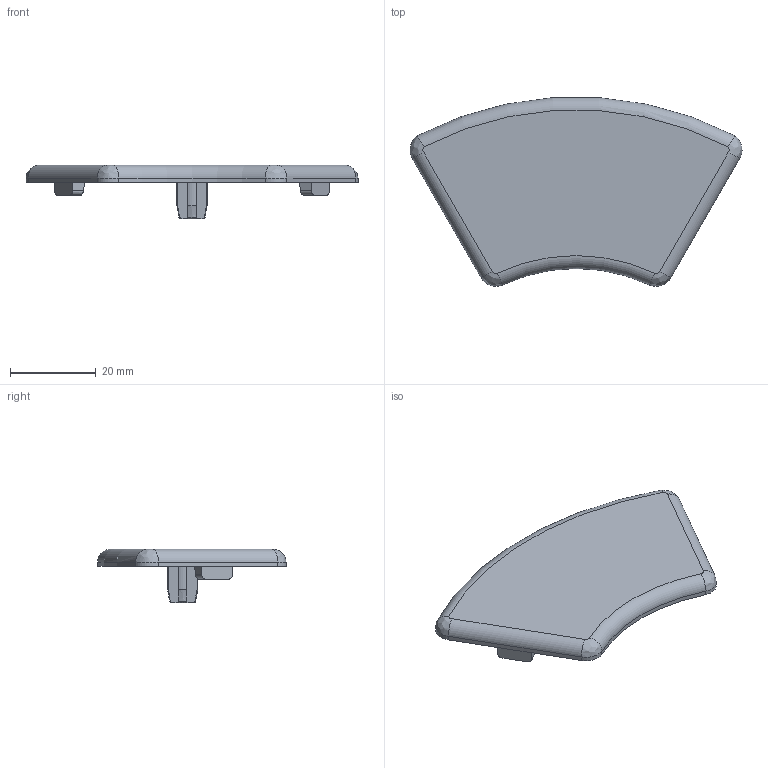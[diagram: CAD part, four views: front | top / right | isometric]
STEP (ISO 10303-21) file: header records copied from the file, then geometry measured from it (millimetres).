
FILE_DESCRIPTION(/* description */ ('Abdeckkappe R40xR80 60°'),/* implementation_level */ '2;1');
FILE_NAME(/* name */ '281005021 Abdeckkappe R40xR80 - 60.stp',/* time_stamp */ '2020-10-19T09:52:17+02:00',/* author */ ('wheldmann'),/* organization */ (''),/* preprocessor_version */ 'ST-DEVELOPER v17.2',/* originating_system */ 'Autodesk Inventor 2019',/* authorisation */ ' ');
FILE_SCHEMA (('AUTOMOTIVE_DESIGN { 1 0 10303 214 3 1 1 }'));
Length unit declared in the file: millimetre
Products named in the file (1): 281005021
Bounding box: 77.4 x 43.96 x 12.5 mm (x, y, z)
Volume: 8126.4 mm3; surface area: 6123.8 mm2
Topology: 1 solids, 1 shells, 60 faces, 160 edges, 104 vertices
Faces by surface type: plane 28, cylinder 18, torus 6, bspline 4, cone 4
Entity records: 2309 total; most frequent: CARTESIAN_POINT 787, ORIENTED_EDGE 320, DIRECTION 304, EDGE_CURVE 160, AXIS2_PLACEMENT_3D 107, VERTEX_POINT 104, LINE 90, VECTOR 90
